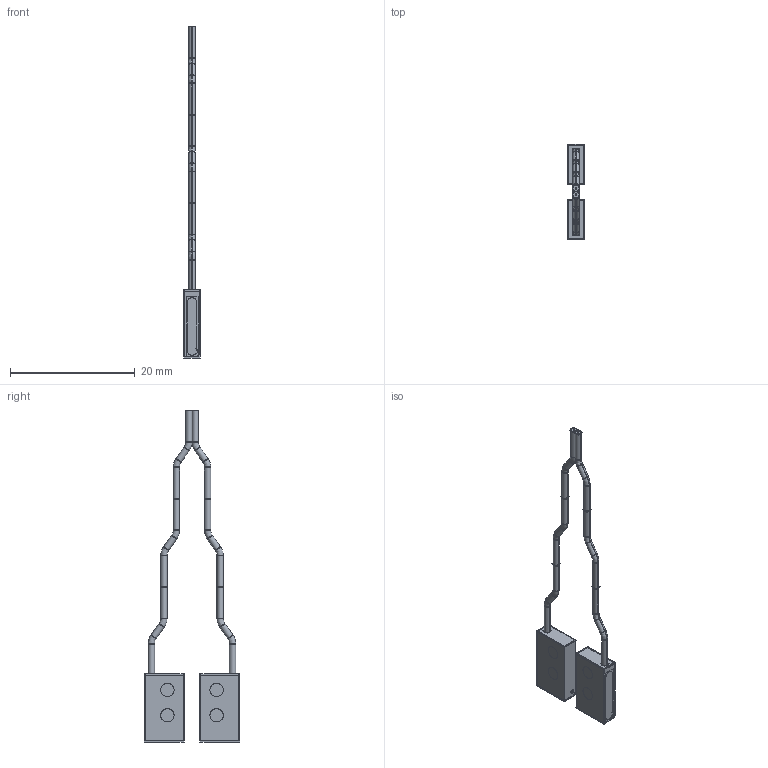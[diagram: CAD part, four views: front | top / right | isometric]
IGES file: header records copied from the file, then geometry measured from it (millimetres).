
Start section:  PTC IGES file: 193348.igs
Global section: file name: 193348.igs; native system: Creo Parametric by Parametric Technology Corporation; preprocessor: 2013230; author: pdmadmin; organization: Unknown; date: 20160302.082724; units: millimetre
Bounding box: 2.64 x 15.22 x 53.15 mm (x, y, z)
Volume: 309.1 mm3; surface area: 4557.6 mm2
Topology: 12 solids, 12 shells, 428 faces, 2096 edges, 2696 vertices
Faces by surface type: revolution 332, bspline 96
